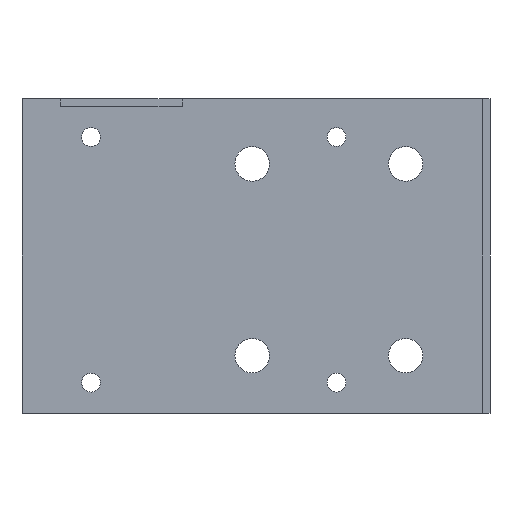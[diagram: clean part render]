
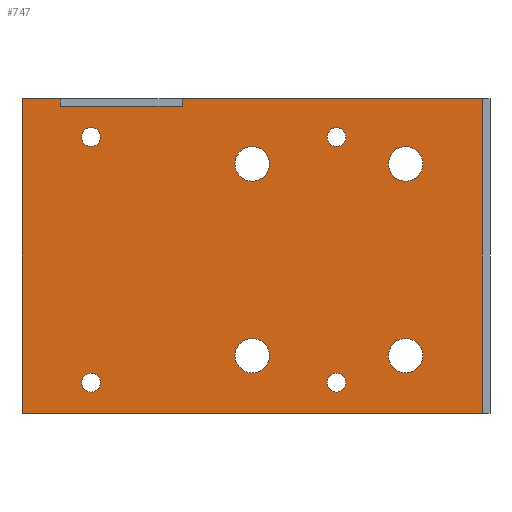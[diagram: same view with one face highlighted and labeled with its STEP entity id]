
A CAD part, front view. The second image highlights one B-rep face of the part: STEP entity #747.
In plain terms, the highlighted planar face has unit normal (0, -1, 0).
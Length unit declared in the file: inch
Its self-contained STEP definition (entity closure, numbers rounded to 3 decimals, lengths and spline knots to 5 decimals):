
#54=FACE_BOUND('',#155,.T.);
#55=FACE_BOUND('',#156,.T.);
#56=FACE_BOUND('',#157,.T.);
#57=FACE_BOUND('',#158,.T.);
#58=FACE_BOUND('',#159,.T.);
#59=FACE_BOUND('',#160,.T.);
#60=FACE_BOUND('',#161,.T.);
#61=FACE_BOUND('',#162,.T.);
#75=CIRCLE('',#805,0.04841);
#76=CIRCLE('',#806,0.04841);
#77=CIRCLE('',#807,0.04841);
#78=CIRCLE('',#808,0.04841);
#79=CIRCLE('',#809,0.0885);
#80=CIRCLE('',#810,0.0885);
#81=CIRCLE('',#811,0.0885);
#82=CIRCLE('',#812,0.0885);
#117=FACE_OUTER_BOUND('',#154,.T.);
#154=EDGE_LOOP('',(#536,#537,#538,#539,#540,#541,#542,#543));
#155=EDGE_LOOP('',(#544));
#156=EDGE_LOOP('',(#545));
#157=EDGE_LOOP('',(#546));
#158=EDGE_LOOP('',(#547));
#159=EDGE_LOOP('',(#548));
#160=EDGE_LOOP('',(#549));
#161=EDGE_LOOP('',(#550));
#162=EDGE_LOOP('',(#551));
#206=LINE('',#1089,#272);
#213=LINE('',#1104,#279);
#217=LINE('',#1112,#283);
#220=LINE('',#1118,#286);
#224=LINE('',#1125,#290);
#225=LINE('',#1127,#291);
#226=LINE('',#1129,#292);
#227=LINE('',#1130,#293);
#272=VECTOR('',#875,0.3937);
#279=VECTOR('',#886,0.3937);
#283=VECTOR('',#892,0.3937);
#286=VECTOR('',#897,0.3937);
#290=VECTOR('',#905,0.3937);
#291=VECTOR('',#906,0.3937);
#292=VECTOR('',#907,0.3937);
#293=VECTOR('',#908,0.3937);
#338=VERTEX_POINT('',#1087);
#339=VERTEX_POINT('',#1088);
#344=VERTEX_POINT('',#1102);
#345=VERTEX_POINT('',#1103);
#348=VERTEX_POINT('',#1111);
#350=VERTEX_POINT('',#1117);
#352=VERTEX_POINT('',#1126);
#353=VERTEX_POINT('',#1128);
#354=VERTEX_POINT('',#1131);
#355=VERTEX_POINT('',#1133);
#356=VERTEX_POINT('',#1135);
#357=VERTEX_POINT('',#1137);
#358=VERTEX_POINT('',#1139);
#359=VERTEX_POINT('',#1141);
#360=VERTEX_POINT('',#1143);
#361=VERTEX_POINT('',#1145);
#410=EDGE_CURVE('',#338,#339,#206,.T.);
#417=EDGE_CURVE('',#344,#345,#213,.T.);
#421=EDGE_CURVE('',#345,#348,#217,.T.);
#424=EDGE_CURVE('',#348,#350,#220,.T.);
#428=EDGE_CURVE('',#344,#339,#224,.T.);
#429=EDGE_CURVE('',#352,#350,#225,.T.);
#430=EDGE_CURVE('',#353,#352,#226,.T.);
#431=EDGE_CURVE('',#338,#353,#227,.T.);
#432=EDGE_CURVE('',#354,#354,#75,.T.);
#433=EDGE_CURVE('',#355,#355,#76,.T.);
#434=EDGE_CURVE('',#356,#356,#77,.T.);
#435=EDGE_CURVE('',#357,#357,#78,.T.);
#436=EDGE_CURVE('',#358,#358,#79,.T.);
#437=EDGE_CURVE('',#359,#359,#80,.T.);
#438=EDGE_CURVE('',#360,#360,#81,.T.);
#439=EDGE_CURVE('',#361,#361,#82,.T.);
#536=ORIENTED_EDGE('',*,*,#410,.T.);
#537=ORIENTED_EDGE('',*,*,#428,.F.);
#538=ORIENTED_EDGE('',*,*,#417,.T.);
#539=ORIENTED_EDGE('',*,*,#421,.T.);
#540=ORIENTED_EDGE('',*,*,#424,.T.);
#541=ORIENTED_EDGE('',*,*,#429,.F.);
#542=ORIENTED_EDGE('',*,*,#430,.F.);
#543=ORIENTED_EDGE('',*,*,#431,.F.);
#544=ORIENTED_EDGE('',*,*,#432,.T.);
#545=ORIENTED_EDGE('',*,*,#433,.T.);
#546=ORIENTED_EDGE('',*,*,#434,.T.);
#547=ORIENTED_EDGE('',*,*,#435,.T.);
#548=ORIENTED_EDGE('',*,*,#436,.T.);
#549=ORIENTED_EDGE('',*,*,#437,.T.);
#550=ORIENTED_EDGE('',*,*,#438,.T.);
#551=ORIENTED_EDGE('',*,*,#439,.T.);
#722=PLANE('',#804);
#747=ADVANCED_FACE('',(#117,#54,#55,#56,#57,#58,#59,#60,#61),#722,.F.);
#804=AXIS2_PLACEMENT_3D('',#1124,#903,#904);
#805=AXIS2_PLACEMENT_3D('',#1132,#909,#910);
#806=AXIS2_PLACEMENT_3D('',#1134,#911,#912);
#807=AXIS2_PLACEMENT_3D('',#1136,#913,#914);
#808=AXIS2_PLACEMENT_3D('',#1138,#915,#916);
#809=AXIS2_PLACEMENT_3D('',#1140,#917,#918);
#810=AXIS2_PLACEMENT_3D('',#1142,#919,#920);
#811=AXIS2_PLACEMENT_3D('',#1144,#921,#922);
#812=AXIS2_PLACEMENT_3D('',#1146,#923,#924);
#875=DIRECTION('',(0.,0.,1.));
#886=DIRECTION('',(0.,0.,-1.));
#892=DIRECTION('',(-1.,0.,0.));
#897=DIRECTION('',(0.,0.,1.));
#903=DIRECTION('center_axis',(0.,1.,0.));
#904=DIRECTION('ref_axis',(0.,0.,1.));
#905=DIRECTION('',(1.,0.,0.));
#906=DIRECTION('',(1.,0.,0.));
#907=DIRECTION('',(0.,0.,1.));
#908=DIRECTION('',(-1.,0.,0.));
#909=DIRECTION('center_axis',(0.,1.,0.));
#910=DIRECTION('ref_axis',(1.,0.,0.));
#911=DIRECTION('center_axis',(0.,1.,0.));
#912=DIRECTION('ref_axis',(1.,0.,0.));
#913=DIRECTION('center_axis',(0.,1.,0.));
#914=DIRECTION('ref_axis',(1.,0.,0.));
#915=DIRECTION('center_axis',(0.,1.,0.));
#916=DIRECTION('ref_axis',(1.,0.,0.));
#917=DIRECTION('center_axis',(0.,1.,0.));
#918=DIRECTION('ref_axis',(1.,0.,0.));
#919=DIRECTION('center_axis',(0.,1.,0.));
#920=DIRECTION('ref_axis',(1.,0.,0.));
#921=DIRECTION('center_axis',(0.,1.,0.));
#922=DIRECTION('ref_axis',(1.,0.,0.));
#923=DIRECTION('center_axis',(0.,1.,0.));
#924=DIRECTION('ref_axis',(1.,0.,0.));
#1087=CARTESIAN_POINT('',(1.1811,0.,-0.7874));
#1088=CARTESIAN_POINT('',(1.1811,0.,0.82677));
#1089=CARTESIAN_POINT('',(1.1811,0.,0.42323));
#1102=CARTESIAN_POINT('',(-0.35925,0.,0.82677));
#1103=CARTESIAN_POINT('',(-0.35925,0.,0.7874));
#1104=CARTESIAN_POINT('',(-0.35925,0.,0.40354));
#1111=CARTESIAN_POINT('',(-0.98425,0.,0.7874));
#1112=CARTESIAN_POINT('',(-0.48228,0.,0.7874));
#1117=CARTESIAN_POINT('',(-0.98425,0.,0.82677));
#1118=CARTESIAN_POINT('',(-0.98425,0.,0.42323));
#1124=CARTESIAN_POINT('Origin',(0.01969,0.,0.01969));
#1125=CARTESIAN_POINT('',(-1.1811,0.,0.82677));
#1126=CARTESIAN_POINT('',(-1.1811,0.,0.82677));
#1127=CARTESIAN_POINT('',(-1.1811,0.,0.82677));
#1128=CARTESIAN_POINT('',(-1.1811,0.,-0.7874));
#1129=CARTESIAN_POINT('',(-1.1811,0.,-0.7874));
#1130=CARTESIAN_POINT('',(1.22047,0.,-0.7874));
#1131=CARTESIAN_POINT('',(0.38467,0.,0.62992));
#1132=CARTESIAN_POINT('Origin',(0.43307,0.,0.62992));
#1133=CARTESIAN_POINT('',(-0.87518,0.,-0.62992));
#1134=CARTESIAN_POINT('Origin',(-0.82677,0.,-0.62992));
#1135=CARTESIAN_POINT('',(-0.87518,0.,0.62992));
#1136=CARTESIAN_POINT('Origin',(-0.82677,0.,0.62992));
#1137=CARTESIAN_POINT('',(0.38467,0.,-0.62992));
#1138=CARTESIAN_POINT('Origin',(0.43307,0.,-0.62992));
#1139=CARTESIAN_POINT('',(-0.0885,0.,-0.49213));
#1140=CARTESIAN_POINT('Origin',(0.,0.,-0.49213));
#1141=CARTESIAN_POINT('',(0.6989,0.,0.49213));
#1142=CARTESIAN_POINT('Origin',(0.7874,0.,0.49213));
#1143=CARTESIAN_POINT('',(0.6989,0.,-0.49213));
#1144=CARTESIAN_POINT('Origin',(0.7874,0.,-0.49213));
#1145=CARTESIAN_POINT('',(-0.0885,0.,0.49213));
#1146=CARTESIAN_POINT('Origin',(0.,0.,0.49213));
